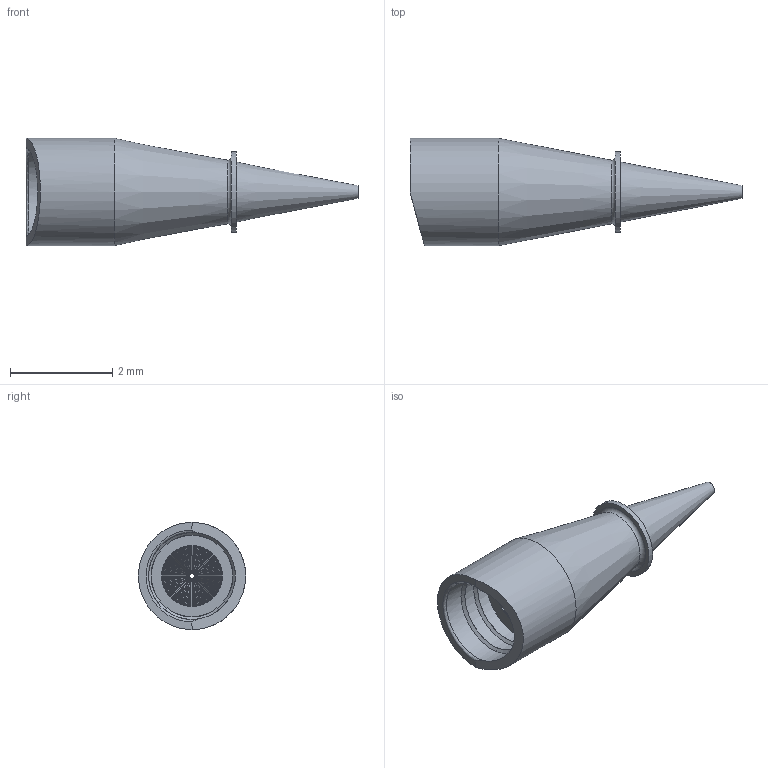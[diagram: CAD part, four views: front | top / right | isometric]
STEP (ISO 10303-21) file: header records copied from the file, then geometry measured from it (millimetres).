
FILE_DESCRIPTION(/* description */ (''),/* implementation_level */ '2;1');
FILE_NAME(/* name */ 'MV_PP_100_5350_75_11_41.stp',/* time_stamp */ '2020-07-29T15:44:34+02:00',/* author */ ('vakilim'),/* organization */ (''),/* preprocessor_version */ 'ST-DEVELOPER v17',/* originating_system */ 'Autodesk Inventor 2018',/* authorisation */ '');
FILE_SCHEMA (('AUTOMOTIVE_DESIGN { 1 0 10303 214 3 1 1 }'));
Length unit declared in the file: millimetre
Products named in the file (1): MV_PP_100_5350_75_11_41
Bounding box: 6.5 x 2.1 x 2.1 mm (x, y, z)
Volume: 6.9 mm3; surface area: 51.8 mm2
Topology: 1 solids, 1 shells, 1020 faces, 3057 edges, 2041 vertices
Faces by surface type: cone 1007, plane 6, cylinder 5, torus 2
Full cylindrical faces by diameter (mm): 1.575 x1, 1.7 x3, 2.1 x1
Entity records: 35755 total; most frequent: DIRECTION 7138, CARTESIAN_POINT 6141, ORIENTED_EDGE 6114, AXIS2_PLACEMENT_3D 3062, EDGE_CURVE 3057, VERTEX_POINT 2041, CIRCLE 2037, EDGE_LOOP 1024
